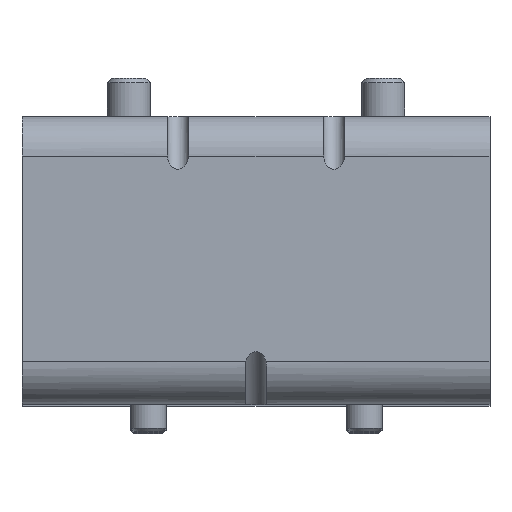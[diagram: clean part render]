
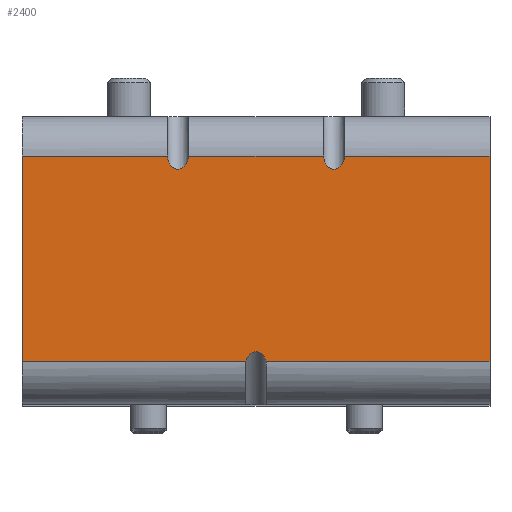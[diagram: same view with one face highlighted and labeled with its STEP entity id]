
A CAD part, top view. The second image highlights one B-rep face of the part: STEP entity #2400.
In plain terms, the highlighted planar face has unit normal (0, 0, 1).
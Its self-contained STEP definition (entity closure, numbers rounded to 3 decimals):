
#107=ELLIPSE('',#2635,2.121,1.5);
#108=ELLIPSE('',#2636,2.121,1.5);
#109=ELLIPSE('',#2637,2.121,1.5);
#139=PLANE('',#2634);
#212=LINE('',#3567,#398);
#219=LINE('',#3628,#405);
#222=LINE('',#3677,#408);
#225=LINE('',#3710,#411);
#248=LINE('',#3888,#434);
#266=LINE('',#3954,#452);
#267=LINE('',#3957,#453);
#398=VECTOR('',#2845,1000.);
#405=VECTOR('',#2872,1000.);
#408=VECTOR('',#2885,1000.);
#411=VECTOR('',#2896,1000.);
#434=VECTOR('',#2967,1000.);
#452=VECTOR('',#3019,1000.);
#453=VECTOR('',#3024,1000.);
#764=ORIENTED_EDGE('',*,*,#1324,.F.);
#765=ORIENTED_EDGE('',*,*,#1450,.F.);
#766=ORIENTED_EDGE('',*,*,#1367,.F.);
#767=ORIENTED_EDGE('',*,*,#1451,.F.);
#768=ORIENTED_EDGE('',*,*,#1419,.T.);
#769=ORIENTED_EDGE('',*,*,#1452,.F.);
#770=ORIENTED_EDGE('',*,*,#1357,.T.);
#771=ORIENTED_EDGE('',*,*,#1453,.F.);
#772=ORIENTED_EDGE('',*,*,#1344,.T.);
#773=ORIENTED_EDGE('',*,*,#1454,.T.);
#1324=EDGE_CURVE('',#1669,#1670,#212,.T.);
#1344=EDGE_CURVE('',#1690,#1689,#219,.T.);
#1357=EDGE_CURVE('',#1703,#1702,#222,.T.);
#1367=EDGE_CURVE('',#1712,#1708,#225,.T.);
#1419=EDGE_CURVE('',#1765,#1764,#248,.T.);
#1450=EDGE_CURVE('',#1708,#1669,#107,.F.);
#1451=EDGE_CURVE('',#1765,#1712,#266,.T.);
#1452=EDGE_CURVE('',#1703,#1764,#108,.F.);
#1453=EDGE_CURVE('',#1690,#1702,#109,.F.);
#1454=EDGE_CURVE('',#1689,#1670,#267,.T.);
#1669=VERTEX_POINT('',#3566);
#1670=VERTEX_POINT('',#3568);
#1689=VERTEX_POINT('',#3627);
#1690=VERTEX_POINT('',#3629);
#1702=VERTEX_POINT('',#3676);
#1703=VERTEX_POINT('',#3678);
#1708=VERTEX_POINT('',#3698);
#1712=VERTEX_POINT('',#3709);
#1764=VERTEX_POINT('',#3887);
#1765=VERTEX_POINT('',#3889);
#2007=EDGE_LOOP('',(#764,#765,#766,#767,#768,#769,#770,#771,#772,#773));
#2179=FACE_BOUND('',#2007,.T.);
#2400=ADVANCED_FACE('',(#2179),#139,.F.);
#2634=AXIS2_PLACEMENT_3D('',#3952,#3015,#3016);
#2635=AXIS2_PLACEMENT_3D('',#3953,#3017,#3018);
#2636=AXIS2_PLACEMENT_3D('',#3955,#3020,#3021);
#2637=AXIS2_PLACEMENT_3D('',#3956,#3022,#3023);
#2845=DIRECTION('',(-1.,0.,0.));
#2872=DIRECTION('',(-1.,0.,0.));
#2885=DIRECTION('',(-1.,0.,0.));
#2896=DIRECTION('',(-1.,0.,0.));
#2967=DIRECTION('',(-1.,0.,0.));
#3015=DIRECTION('',(0.,0.,-1.));
#3016=DIRECTION('',(-1.,0.,0.));
#3017=DIRECTION('',(0.,0.,-1.));
#3018=DIRECTION('',(0.,-1.,0.));
#3019=DIRECTION('',(0.,-1.,0.));
#3020=DIRECTION('',(0.,0.,-1.));
#3021=DIRECTION('',(0.,-1.,0.));
#3022=DIRECTION('',(0.,0.,-1.));
#3023=DIRECTION('',(0.,-1.,0.));
#3024=DIRECTION('',(0.,-1.,0.));
#3566=CARTESIAN_POINT('',(-1.39,6.,80.));
#3567=CARTESIAN_POINT('',(32.5,6.,80.));
#3568=CARTESIAN_POINT('',(-32.5,6.,80.));
#3627=CARTESIAN_POINT('',(-32.5,34.5,80.));
#3628=CARTESIAN_POINT('',(32.5,34.5,80.));
#3629=CARTESIAN_POINT('',(-12.325,34.5,80.));
#3676=CARTESIAN_POINT('',(-9.355,34.5,80.));
#3677=CARTESIAN_POINT('',(32.5,34.5,80.));
#3678=CARTESIAN_POINT('',(9.355,34.5,80.));
#3698=CARTESIAN_POINT('',(1.39,6.,80.));
#3709=CARTESIAN_POINT('',(32.5,6.,80.));
#3710=CARTESIAN_POINT('',(32.5,6.,80.));
#3887=CARTESIAN_POINT('',(12.325,34.5,80.));
#3888=CARTESIAN_POINT('',(32.5,34.5,80.));
#3889=CARTESIAN_POINT('',(32.5,34.5,80.));
#3952=CARTESIAN_POINT('',(32.5,34.5,80.));
#3953=CARTESIAN_POINT('',(0.,5.202,80.));
#3954=CARTESIAN_POINT('',(32.5,34.5,80.));
#3955=CARTESIAN_POINT('',(10.84,34.798,80.));
#3956=CARTESIAN_POINT('',(-10.84,34.798,80.));
#3957=CARTESIAN_POINT('',(-32.5,34.5,80.));
